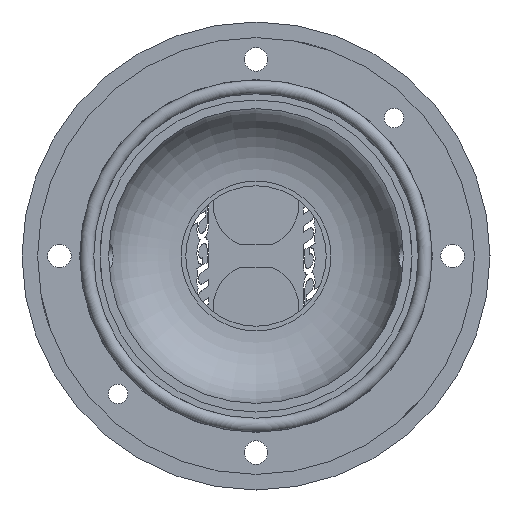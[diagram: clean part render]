
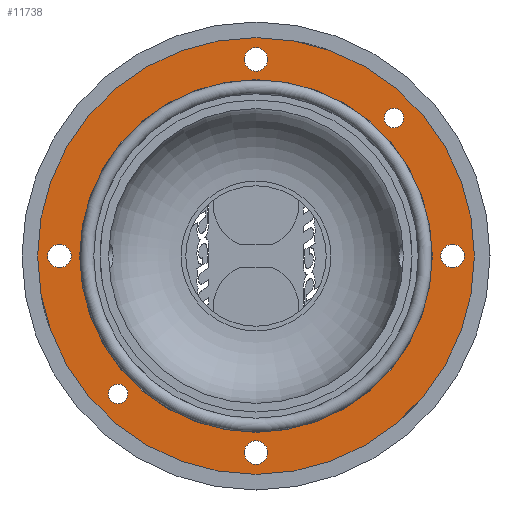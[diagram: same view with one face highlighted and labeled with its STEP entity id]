
A CAD part, front view. The second image highlights one B-rep face of the part: STEP entity #11738.
In plain terms, the highlighted planar face has unit normal (0, -1, 0).
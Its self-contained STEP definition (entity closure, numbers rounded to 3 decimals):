
#190 = EDGE_LOOP ( 'NONE', ( #640 ) ) ;
#279 = VERTEX_POINT ( 'NONE', #5361 ) ;
#412 = DIRECTION ( 'NONE',  ( 0., 1., 0. ) ) ;
#640 = ORIENTED_EDGE ( 'NONE', *, *, #6659, .T. ) ;
#736 = AXIS2_PLACEMENT_3D ( 'NONE', #10210, #3222, #1227 ) ;
#833 = ORIENTED_EDGE ( 'NONE', *, *, #2206, .T. ) ;
#883 = FACE_BOUND ( 'NONE', #3232, .T. ) ;
#891 = CIRCLE ( 'NONE', #11798, 28. ) ;
#1112 = CIRCLE ( 'NONE', #2819, 1.25 ) ;
#1131 = ORIENTED_EDGE ( 'NONE', *, *, #7739, .T. ) ;
#1150 = EDGE_LOOP ( 'NONE', ( #4075 ) ) ;
#1227 = DIRECTION ( 'NONE',  ( 0., 0., -1. ) ) ;
#1464 = CARTESIAN_POINT ( 'NONE',  ( 0., -9.5, -25.2 ) ) ;
#1471 = DIRECTION ( 'NONE',  ( 0., 0., -1. ) ) ;
#1513 = CARTESIAN_POINT ( 'NONE',  ( 17.678, -9.5, 16.428 ) ) ;
#1583 = CARTESIAN_POINT ( 'NONE',  ( -17.678, -9.5, -17.678 ) ) ;
#1669 = EDGE_CURVE ( 'NONE', #2055, #2055, #3785, .T. ) ;
#1863 = FACE_BOUND ( 'NONE', #3634, .T. ) ;
#2055 = VERTEX_POINT ( 'NONE', #2331 ) ;
#2145 = EDGE_LOOP ( 'NONE', ( #3711 ) ) ;
#2206 = EDGE_CURVE ( 'NONE', #279, #279, #3708, .T. ) ;
#2331 = CARTESIAN_POINT ( 'NONE',  ( 0., -9.5, -22.6 ) ) ;
#2415 = DIRECTION ( 'NONE',  ( 0., 0., 1. ) ) ;
#2755 = EDGE_CURVE ( 'NONE', #9263, #9263, #8910, .T. ) ;
#2819 = AXIS2_PLACEMENT_3D ( 'NONE', #11962, #6125, #10098 ) ;
#3184 = DIRECTION ( 'NONE',  ( 0., 0., -1. ) ) ;
#3222 = DIRECTION ( 'NONE',  ( 0., 1., 0. ) ) ;
#3232 = EDGE_LOOP ( 'NONE', ( #6947 ) ) ;
#3396 = DIRECTION ( 'NONE',  ( 0., 1., 0. ) ) ;
#3471 = DIRECTION ( 'NONE',  ( 0., -1., 0. ) ) ;
#3565 = CIRCLE ( 'NONE', #8342, 1.5 ) ;
#3612 = CARTESIAN_POINT ( 'NONE',  ( 0., -9.5, 0. ) ) ;
#3634 = EDGE_LOOP ( 'NONE', ( #4290 ) ) ;
#3672 = DIRECTION ( 'NONE',  ( 0., 1., 0. ) ) ;
#3708 = CIRCLE ( 'NONE', #736, 1.5 ) ;
#3711 = ORIENTED_EDGE ( 'NONE', *, *, #4380, .F. ) ;
#3785 = CIRCLE ( 'NONE', #5250, 22.6 ) ;
#4053 = FACE_BOUND ( 'NONE', #1150, .T. ) ;
#4075 = ORIENTED_EDGE ( 'NONE', *, *, #4986, .T. ) ;
#4290 = ORIENTED_EDGE ( 'NONE', *, *, #2755, .T. ) ;
#4379 = VERTEX_POINT ( 'NONE', #8349 ) ;
#4380 = EDGE_CURVE ( 'NONE', #9199, #9199, #891, .T. ) ;
#4986 = EDGE_CURVE ( 'NONE', #11441, #11441, #6800, .T. ) ;
#4996 = AXIS2_PLACEMENT_3D ( 'NONE', #1464, #3396, #6271 ) ;
#5077 = DIRECTION ( 'NONE',  ( 0., 1., 0. ) ) ;
#5220 = CARTESIAN_POINT ( 'NONE',  ( 0., -9.5, -28. ) ) ;
#5250 = AXIS2_PLACEMENT_3D ( 'NONE', #3612, #3672, #1471 ) ;
#5361 = CARTESIAN_POINT ( 'NONE',  ( -25.2, -9.5, -1.5 ) ) ;
#5613 = DIRECTION ( 'NONE',  ( 0., 1., 0. ) ) ;
#5876 = FACE_BOUND ( 'NONE', #11074, .T. ) ;
#6125 = DIRECTION ( 'NONE',  ( 0., 1., 0. ) ) ;
#6271 = DIRECTION ( 'NONE',  ( 0., 0., -1. ) ) ;
#6329 = CARTESIAN_POINT ( 'NONE',  ( -28., -9.5, 0. ) ) ;
#6385 = VERTEX_POINT ( 'NONE', #8141 ) ;
#6659 = EDGE_CURVE ( 'NONE', #4379, #4379, #11909, .T. ) ;
#6800 = CIRCLE ( 'NONE', #12242, 1.25 ) ;
#6865 = FACE_BOUND ( 'NONE', #10675, .T. ) ;
#6947 = ORIENTED_EDGE ( 'NONE', *, *, #1669, .T. ) ;
#7536 = DIRECTION ( 'NONE',  ( 0., 1., 0. ) ) ;
#7739 = EDGE_CURVE ( 'NONE', #6385, #6385, #3565, .T. ) ;
#8141 = CARTESIAN_POINT ( 'NONE',  ( 0., -9.5, 23.7 ) ) ;
#8342 = AXIS2_PLACEMENT_3D ( 'NONE', #10032, #5077, #3184 ) ;
#8349 = CARTESIAN_POINT ( 'NONE',  ( 0., -9.5, -26.7 ) ) ;
#8357 = EDGE_LOOP ( 'NONE', ( #1131 ) ) ;
#8890 = FACE_OUTER_BOUND ( 'NONE', #2145, .T. ) ;
#8910 = CIRCLE ( 'NONE', #9640, 1.5 ) ;
#9199 = VERTEX_POINT ( 'NONE', #5220 ) ;
#9263 = VERTEX_POINT ( 'NONE', #12159 ) ;
#9409 = CARTESIAN_POINT ( 'NONE',  ( 25.2, -9.5, 0. ) ) ;
#9561 = DIRECTION ( 'NONE',  ( 0., 0., -1. ) ) ;
#9592 = DIRECTION ( 'NONE',  ( 0., 0., -1. ) ) ;
#9640 = AXIS2_PLACEMENT_3D ( 'NONE', #9409, #412, #12422 ) ;
#9861 = FACE_BOUND ( 'NONE', #190, .T. ) ;
#10032 = CARTESIAN_POINT ( 'NONE',  ( 0., -9.5, 25.2 ) ) ;
#10098 = DIRECTION ( 'NONE',  ( 0., 0., -1. ) ) ;
#10210 = CARTESIAN_POINT ( 'NONE',  ( -25.2, -9.5, 0. ) ) ;
#10307 = CARTESIAN_POINT ( 'NONE',  ( -17.678, -9.5, -18.928 ) ) ;
#10503 = VERTEX_POINT ( 'NONE', #1513 ) ;
#10612 = CARTESIAN_POINT ( 'NONE',  ( 0., -9.5, 0. ) ) ;
#10675 = EDGE_LOOP ( 'NONE', ( #12616 ) ) ;
#10865 = FACE_BOUND ( 'NONE', #8357, .T. ) ;
#11074 = EDGE_LOOP ( 'NONE', ( #833 ) ) ;
#11392 = AXIS2_PLACEMENT_3D ( 'NONE', #6329, #3471, #2415 ) ;
#11441 = VERTEX_POINT ( 'NONE', #10307 ) ;
#11738 = ADVANCED_FACE ( 'NONE', ( #6865, #4053, #10865, #1863, #5876, #9861, #883, #8890 ), #12896, .T. ) ;
#11798 = AXIS2_PLACEMENT_3D ( 'NONE', #10612, #7536, #9561 ) ;
#11909 = CIRCLE ( 'NONE', #4996, 1.5 ) ;
#11962 = CARTESIAN_POINT ( 'NONE',  ( 17.678, -9.5, 17.678 ) ) ;
#12159 = CARTESIAN_POINT ( 'NONE',  ( 25.2, -9.5, -1.5 ) ) ;
#12242 = AXIS2_PLACEMENT_3D ( 'NONE', #1583, #5613, #9592 ) ;
#12422 = DIRECTION ( 'NONE',  ( 0., 0., -1. ) ) ;
#12616 = ORIENTED_EDGE ( 'NONE', *, *, #12910, .T. ) ;
#12896 = PLANE ( 'NONE',  #11392 ) ;
#12910 = EDGE_CURVE ( 'NONE', #10503, #10503, #1112, .T. ) ;
